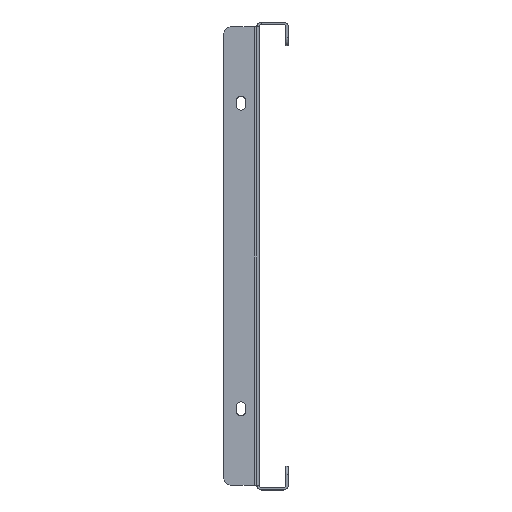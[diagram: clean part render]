
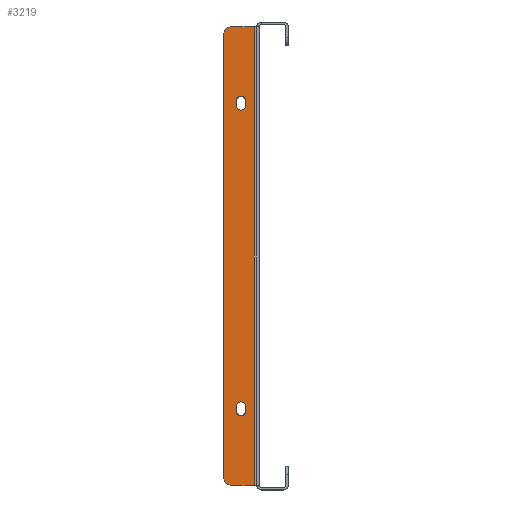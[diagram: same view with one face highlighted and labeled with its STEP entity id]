
A CAD part, left-side view. The second image highlights one B-rep face of the part: STEP entity #3219.
In plain terms, the highlighted planar face has unit normal (-1, 0, 0).
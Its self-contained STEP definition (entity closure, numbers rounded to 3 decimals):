
#166 = CARTESIAN_POINT ( 'NONE',  ( -546., 21., 145.5 ) ) ;
#250 = DIRECTION ( 'NONE',  ( 0., -1., 0. ) ) ;
#385 = CARTESIAN_POINT ( 'NONE',  ( -546., 12.75, -98.75 ) ) ;
#417 = VERTEX_POINT ( 'NONE', #385 ) ;
#744 = EDGE_CURVE ( 'NONE', #2532, #15063, #6843, .T. ) ;
#792 = CARTESIAN_POINT ( 'NONE',  ( -546., 12.75, -95.25 ) ) ;
#853 = LINE ( 'NONE', #13146, #8544 ) ;
#921 = DIRECTION ( 'NONE',  ( 0., -1., 0. ) ) ;
#1257 = EDGE_CURVE ( 'NONE', #417, #7516, #17728, .T. ) ;
#1306 = DIRECTION ( 'NONE',  ( 0., 0., 1. ) ) ;
#1382 = CARTESIAN_POINT ( 'NONE',  ( -546., 12.75, 98.75 ) ) ;
#1502 = FACE_OUTER_BOUND ( 'NONE', #11532, .T. ) ;
#1654 = VERTEX_POINT ( 'NONE', #13280 ) ;
#1714 = CIRCLE ( 'NONE', #19833, 2.75 ) ;
#2263 = DIRECTION ( 'NONE',  ( -1., 0., 0. ) ) ;
#2532 = VERTEX_POINT ( 'NONE', #14947 ) ;
#2926 = EDGE_CURVE ( 'NONE', #4680, #417, #18114, .T. ) ;
#3219 = ADVANCED_FACE ( 'NONE', ( #12945, #17686, #1502 ), #3352, .T. ) ;
#3222 = CARTESIAN_POINT ( 'NONE',  ( -546., 16., 140.5 ) ) ;
#3352 = PLANE ( 'NONE',  #4925 ) ;
#3359 = EDGE_CURVE ( 'NONE', #5151, #5146, #853, .T. ) ;
#3620 = CARTESIAN_POINT ( 'NONE',  ( -546., 21., -140.5 ) ) ;
#3743 = LINE ( 'NONE', #16424, #18622 ) ;
#3893 = DIRECTION ( 'NONE',  ( 0., 1., 0. ) ) ;
#4182 = DIRECTION ( 'NONE',  ( -1., 0., 0. ) ) ;
#4255 = CIRCLE ( 'NONE', #4938, 5. ) ;
#4451 = VECTOR ( 'NONE', #14511, 1000. ) ;
#4680 = VERTEX_POINT ( 'NONE', #792 ) ;
#4925 = AXIS2_PLACEMENT_3D ( 'NONE', #7800, #9658, #250 ) ;
#4938 = AXIS2_PLACEMENT_3D ( 'NONE', #14919, #20068, #13379 ) ;
#4991 = DIRECTION ( 'NONE',  ( 0., -1., 0. ) ) ;
#5058 = DIRECTION ( 'NONE',  ( 0., 0., 1. ) ) ;
#5146 = VERTEX_POINT ( 'NONE', #12116 ) ;
#5151 = VERTEX_POINT ( 'NONE', #1382 ) ;
#5207 = CARTESIAN_POINT ( 'NONE',  ( -546., 7.25, 95.25 ) ) ;
#5219 = LINE ( 'NONE', #14810, #4451 ) ;
#5377 = ORIENTED_EDGE ( 'NONE', *, *, #10778, .F. ) ;
#5701 = DIRECTION ( 'NONE',  ( 0., -1., 0. ) ) ;
#5714 = ORIENTED_EDGE ( 'NONE', *, *, #16287, .T. ) ;
#5840 = DIRECTION ( 'NONE',  ( 0., -1., 0. ) ) ;
#6261 = DIRECTION ( 'NONE',  ( 0., 0., 1. ) ) ;
#6404 = ORIENTED_EDGE ( 'NONE', *, *, #6725, .F. ) ;
#6471 = CARTESIAN_POINT ( 'NONE',  ( -546., 1.5, -145.5 ) ) ;
#6515 = ORIENTED_EDGE ( 'NONE', *, *, #10686, .F. ) ;
#6725 = EDGE_CURVE ( 'NONE', #17303, #4680, #1714, .T. ) ;
#6843 = CIRCLE ( 'NONE', #10139, 5. ) ;
#6917 = VECTOR ( 'NONE', #5701, 1000. ) ;
#7357 = ORIENTED_EDGE ( 'NONE', *, *, #9677, .F. ) ;
#7516 = VERTEX_POINT ( 'NONE', #17251 ) ;
#7800 = CARTESIAN_POINT ( 'NONE',  ( -546., 0., 0. ) ) ;
#7904 = VERTEX_POINT ( 'NONE', #3620 ) ;
#7962 = AXIS2_PLACEMENT_3D ( 'NONE', #19414, #16415, #4991 ) ;
#8072 = VECTOR ( 'NONE', #6261, 1000. ) ;
#8249 = AXIS2_PLACEMENT_3D ( 'NONE', #15331, #4182, #5840 ) ;
#8544 = VECTOR ( 'NONE', #11605, 1000. ) ;
#9039 = VERTEX_POINT ( 'NONE', #14472 ) ;
#9658 = DIRECTION ( 'NONE',  ( -1., 0., 0. ) ) ;
#9677 = EDGE_CURVE ( 'NONE', #14504, #5151, #18454, .T. ) ;
#10139 = AXIS2_PLACEMENT_3D ( 'NONE', #3222, #2263, #921 ) ;
#10157 = ORIENTED_EDGE ( 'NONE', *, *, #14161, .F. ) ;
#10279 = CARTESIAN_POINT ( 'NONE',  ( -546., 12.75, -95.25 ) ) ;
#10615 = CARTESIAN_POINT ( 'NONE',  ( -546., 10., -95.25 ) ) ;
#10642 = CARTESIAN_POINT ( 'NONE',  ( -546., 0., 145.5 ) ) ;
#10686 = EDGE_CURVE ( 'NONE', #5146, #20069, #11534, .T. ) ;
#10697 = LINE ( 'NONE', #166, #8072 ) ;
#10778 = EDGE_CURVE ( 'NONE', #2532, #9039, #19835, .T. ) ;
#11178 = ORIENTED_EDGE ( 'NONE', *, *, #18826, .T. ) ;
#11471 = AXIS2_PLACEMENT_3D ( 'NONE', #13302, #19586, #3893 ) ;
#11532 = EDGE_LOOP ( 'NONE', ( #5377, #12705, #14510, #11178, #16295, #5714 ) ) ;
#11534 = CIRCLE ( 'NONE', #7962, 2.75 ) ;
#11605 = DIRECTION ( 'NONE',  ( 0., 0., -1. ) ) ;
#12116 = CARTESIAN_POINT ( 'NONE',  ( -546., 12.75, 95.25 ) ) ;
#12145 = CARTESIAN_POINT ( 'NONE',  ( -546., 7.25, -95.25 ) ) ;
#12355 = ORIENTED_EDGE ( 'NONE', *, *, #14381, .F. ) ;
#12705 = ORIENTED_EDGE ( 'NONE', *, *, #744, .T. ) ;
#12760 = ORIENTED_EDGE ( 'NONE', *, *, #3359, .F. ) ;
#12891 = LINE ( 'NONE', #19179, #15643 ) ;
#12945 = FACE_BOUND ( 'NONE', #17956, .T. ) ;
#13146 = CARTESIAN_POINT ( 'NONE',  ( -546., 12.75, 95.25 ) ) ;
#13280 = CARTESIAN_POINT ( 'NONE',  ( -546., 16., -145.5 ) ) ;
#13302 = CARTESIAN_POINT ( 'NONE',  ( -546., 10., -98.75 ) ) ;
#13379 = DIRECTION ( 'NONE',  ( 0., -1., 0. ) ) ;
#13481 = VECTOR ( 'NONE', #15030, 1000. ) ;
#13622 = DIRECTION ( 'NONE',  ( 0., 1., 0. ) ) ;
#13824 = DIRECTION ( 'NONE',  ( -1., 0., 0. ) ) ;
#13920 = LINE ( 'NONE', #16898, #17936 ) ;
#14161 = EDGE_CURVE ( 'NONE', #7516, #17303, #12891, .T. ) ;
#14381 = EDGE_CURVE ( 'NONE', #20069, #14504, #13920, .T. ) ;
#14472 = CARTESIAN_POINT ( 'NONE',  ( -546., 1.5, 145.5 ) ) ;
#14504 = VERTEX_POINT ( 'NONE', #17610 ) ;
#14510 = ORIENTED_EDGE ( 'NONE', *, *, #16139, .F. ) ;
#14511 = DIRECTION ( 'NONE',  ( 0., 0., 1. ) ) ;
#14694 = DIRECTION ( 'NONE',  ( 0., 1., 0. ) ) ;
#14810 = CARTESIAN_POINT ( 'NONE',  ( -546., 1.5, 0. ) ) ;
#14919 = CARTESIAN_POINT ( 'NONE',  ( -546., 16., -140.5 ) ) ;
#14947 = CARTESIAN_POINT ( 'NONE',  ( -546., 16., 145.5 ) ) ;
#15030 = DIRECTION ( 'NONE',  ( 0., 0., -1. ) ) ;
#15063 = VERTEX_POINT ( 'NONE', #19537 ) ;
#15086 = EDGE_CURVE ( 'NONE', #19817, #1654, #3743, .T. ) ;
#15331 = CARTESIAN_POINT ( 'NONE',  ( -546., 10., 98.75 ) ) ;
#15643 = VECTOR ( 'NONE', #5058, 1000. ) ;
#16139 = EDGE_CURVE ( 'NONE', #7904, #15063, #10697, .T. ) ;
#16238 = ORIENTED_EDGE ( 'NONE', *, *, #1257, .F. ) ;
#16287 = EDGE_CURVE ( 'NONE', #19817, #9039, #5219, .T. ) ;
#16295 = ORIENTED_EDGE ( 'NONE', *, *, #15086, .F. ) ;
#16415 = DIRECTION ( 'NONE',  ( -1., 0., 0. ) ) ;
#16424 = CARTESIAN_POINT ( 'NONE',  ( -546., 21., -145.5 ) ) ;
#16898 = CARTESIAN_POINT ( 'NONE',  ( -546., 7.25, 95.25 ) ) ;
#17251 = CARTESIAN_POINT ( 'NONE',  ( -546., 7.25, -98.75 ) ) ;
#17303 = VERTEX_POINT ( 'NONE', #12145 ) ;
#17610 = CARTESIAN_POINT ( 'NONE',  ( -546., 7.25, 98.75 ) ) ;
#17686 = FACE_BOUND ( 'NONE', #18156, .T. ) ;
#17728 = CIRCLE ( 'NONE', #11471, 2.75 ) ;
#17936 = VECTOR ( 'NONE', #1306, 1000. ) ;
#17956 = EDGE_LOOP ( 'NONE', ( #6515, #12760, #7357, #12355 ) ) ;
#18114 = LINE ( 'NONE', #10279, #13481 ) ;
#18151 = ORIENTED_EDGE ( 'NONE', *, *, #2926, .F. ) ;
#18156 = EDGE_LOOP ( 'NONE', ( #6404, #10157, #16238, #18151 ) ) ;
#18454 = CIRCLE ( 'NONE', #8249, 2.75 ) ;
#18622 = VECTOR ( 'NONE', #14694, 1000. ) ;
#18826 = EDGE_CURVE ( 'NONE', #7904, #1654, #4255, .T. ) ;
#19179 = CARTESIAN_POINT ( 'NONE',  ( -546., 7.25, -95.25 ) ) ;
#19414 = CARTESIAN_POINT ( 'NONE',  ( -546., 10., 95.25 ) ) ;
#19537 = CARTESIAN_POINT ( 'NONE',  ( -546., 21., 140.5 ) ) ;
#19586 = DIRECTION ( 'NONE',  ( -1., 0., 0. ) ) ;
#19817 = VERTEX_POINT ( 'NONE', #6471 ) ;
#19833 = AXIS2_PLACEMENT_3D ( 'NONE', #10615, #13824, #13622 ) ;
#19835 = LINE ( 'NONE', #10642, #6917 ) ;
#20068 = DIRECTION ( 'NONE',  ( -1., 0., 0. ) ) ;
#20069 = VERTEX_POINT ( 'NONE', #5207 ) ;
